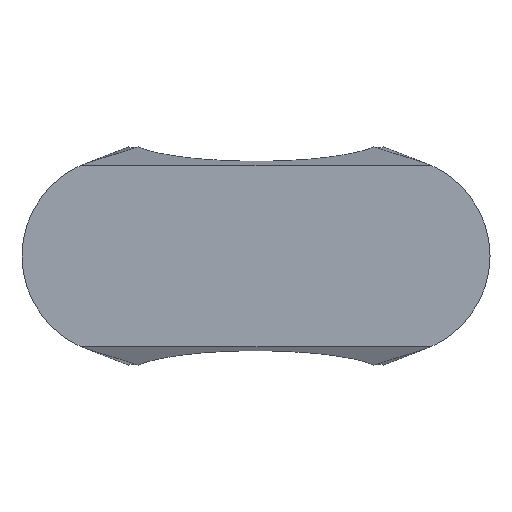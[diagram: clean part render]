
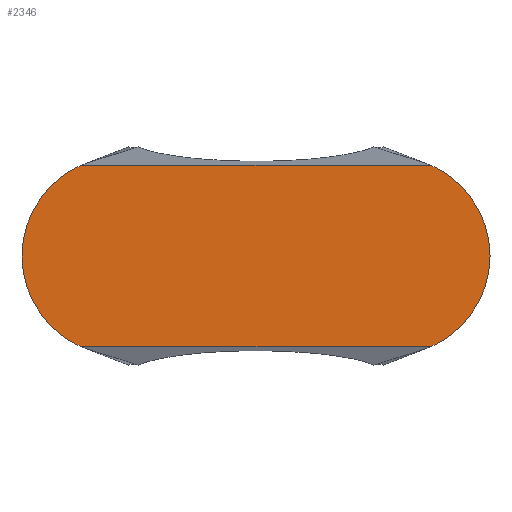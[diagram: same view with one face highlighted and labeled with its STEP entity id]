
A CAD part, front view. The second image highlights one B-rep face of the part: STEP entity #2346.
In plain terms, the highlighted planar face has unit normal (0, -1, 0).
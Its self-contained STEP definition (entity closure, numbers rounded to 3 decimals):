
#171 = ORIENTED_EDGE ( 'NONE', *, *, #11729, .T. ) ;
#312 = VERTEX_POINT ( 'NONE', #2877 ) ;
#444 = DIRECTION ( 'NONE',  ( 1., 0., 0. ) ) ;
#944 = EDGE_CURVE ( 'NONE', #312, #7582, #11819, .T. ) ;
#1080 = DIRECTION ( 'NONE',  ( 0., -1., 0. ) ) ;
#1264 = AXIS2_PLACEMENT_3D ( 'NONE', #3910, #12339, #5136 ) ;
#1314 = ORIENTED_EDGE ( 'NONE', *, *, #11021, .T. ) ;
#2249 = LINE ( 'NONE', #4805, #5100 ) ;
#2328 = CARTESIAN_POINT ( 'NONE',  ( 17.378, -3.048, -7.149 ) ) ;
#2346 = ADVANCED_FACE ( 'NONE', ( #15034 ), #3468, .T. ) ;
#2415 = ORIENTED_EDGE ( 'NONE', *, *, #11247, .T. ) ;
#2823 = DIRECTION ( 'NONE',  ( 0., -1., 0. ) ) ;
#2877 = CARTESIAN_POINT ( 'NONE',  ( -18.434, -3.048, -9.459 ) ) ;
#2889 = AXIS2_PLACEMENT_3D ( 'NONE', #8326, #1080, #9535 ) ;
#3208 = CARTESIAN_POINT ( 'NONE',  ( 18.275, -3.048, -9.525 ) ) ;
#3426 = AXIS2_PLACEMENT_3D ( 'NONE', #13475, #6261, #14700 ) ;
#3468 = PLANE ( 'NONE',  #2889 ) ;
#3540 = DIRECTION ( 'NONE',  ( 0., 0., -1. ) ) ;
#3623 = CIRCLE ( 'NONE', #3426, 10.4 ) ;
#3910 = CARTESIAN_POINT ( 'NONE',  ( 17.378, -3.048, 7.149 ) ) ;
#4418 = LINE ( 'NONE', #12467, #7243 ) ;
#4597 = ORIENTED_EDGE ( 'NONE', *, *, #11925, .T. ) ;
#4805 = CARTESIAN_POINT ( 'NONE',  ( 18.275, -3.048, 9.525 ) ) ;
#4939 = AXIS2_PLACEMENT_3D ( 'NONE', #2328, #10760, #3540 ) ;
#5100 = VECTOR ( 'NONE', #6026, 1000. ) ;
#5136 = DIRECTION ( 'NONE',  ( 0., 0., -1. ) ) ;
#5253 = VERTEX_POINT ( 'NONE', #5348 ) ;
#5348 = CARTESIAN_POINT ( 'NONE',  ( 18.434, -3.048, 9.459 ) ) ;
#6026 = DIRECTION ( 'NONE',  ( -1., 0., 0. ) ) ;
#6261 = DIRECTION ( 'NONE',  ( 0., -1., 0. ) ) ;
#6586 = AXIS2_PLACEMENT_3D ( 'NONE', #10049, #2823, #11238 ) ;
#6628 = VERTEX_POINT ( 'NONE', #7276 ) ;
#6745 = CARTESIAN_POINT ( 'NONE',  ( -17.378, -3.048, -7.149 ) ) ;
#7056 = CARTESIAN_POINT ( 'NONE',  ( -17.378, -3.048, 7.149 ) ) ;
#7243 = VECTOR ( 'NONE', #444, 1000. ) ;
#7276 = CARTESIAN_POINT ( 'NONE',  ( -18.434, -3.048, 9.459 ) ) ;
#7359 = VERTEX_POINT ( 'NONE', #3208 ) ;
#7408 = ORIENTED_EDGE ( 'NONE', *, *, #10539, .T. ) ;
#7471 = AXIS2_PLACEMENT_3D ( 'NONE', #7056, #15491, #8265 ) ;
#7582 = VERTEX_POINT ( 'NONE', #10660 ) ;
#7583 = ORIENTED_EDGE ( 'NONE', *, *, #11553, .T. ) ;
#7950 = DIRECTION ( 'NONE',  ( 0., 0., -1. ) ) ;
#8265 = DIRECTION ( 'NONE',  ( 0., 0., -1. ) ) ;
#8326 = CARTESIAN_POINT ( 'NONE',  ( -17.378, -3.048, 7.149 ) ) ;
#9101 = CARTESIAN_POINT ( 'NONE',  ( 18.434, -3.048, -9.459 ) ) ;
#9139 = CIRCLE ( 'NONE', #7471, 2.54 ) ;
#9338 = AXIS2_PLACEMENT_3D ( 'NONE', #6745, #15174, #7950 ) ;
#9535 = DIRECTION ( 'NONE',  ( 0., 0., -1. ) ) ;
#10042 = CIRCLE ( 'NONE', #1264, 2.54 ) ;
#10049 = CARTESIAN_POINT ( 'NONE',  ( -14.111, -3.048, 0. ) ) ;
#10172 = VERTEX_POINT ( 'NONE', #9101 ) ;
#10539 = EDGE_CURVE ( 'NONE', #10846, #11953, #2249, .T. ) ;
#10606 = CIRCLE ( 'NONE', #4939, 2.54 ) ;
#10660 = CARTESIAN_POINT ( 'NONE',  ( -18.275, -3.048, -9.525 ) ) ;
#10760 = DIRECTION ( 'NONE',  ( 0., -1., 0. ) ) ;
#10802 = CIRCLE ( 'NONE', #6586, 10.4 ) ;
#10846 = VERTEX_POINT ( 'NONE', #14088 ) ;
#11021 = EDGE_CURVE ( 'NONE', #11953, #6628, #9139, .T. ) ;
#11238 = DIRECTION ( 'NONE',  ( 0., 0., -1. ) ) ;
#11242 = ORIENTED_EDGE ( 'NONE', *, *, #944, .T. ) ;
#11247 = EDGE_CURVE ( 'NONE', #6628, #312, #10802, .T. ) ;
#11342 = EDGE_CURVE ( 'NONE', #7582, #7359, #4418, .T. ) ;
#11553 = EDGE_CURVE ( 'NONE', #7359, #10172, #10606, .T. ) ;
#11729 = EDGE_CURVE ( 'NONE', #10172, #5253, #3623, .T. ) ;
#11819 = CIRCLE ( 'NONE', #9338, 2.54 ) ;
#11925 = EDGE_CURVE ( 'NONE', #5253, #10846, #10042, .T. ) ;
#11953 = VERTEX_POINT ( 'NONE', #14740 ) ;
#12339 = DIRECTION ( 'NONE',  ( 0., -1., 0. ) ) ;
#12467 = CARTESIAN_POINT ( 'NONE',  ( -18.275, -3.048, -9.525 ) ) ;
#13235 = ORIENTED_EDGE ( 'NONE', *, *, #11342, .T. ) ;
#13475 = CARTESIAN_POINT ( 'NONE',  ( 14.111, -3.048, 0. ) ) ;
#14088 = CARTESIAN_POINT ( 'NONE',  ( 18.275, -3.048, 9.525 ) ) ;
#14700 = DIRECTION ( 'NONE',  ( 0., 0., -1. ) ) ;
#14740 = CARTESIAN_POINT ( 'NONE',  ( -18.275, -3.048, 9.525 ) ) ;
#15034 = FACE_OUTER_BOUND ( 'NONE', #15232, .T. ) ;
#15174 = DIRECTION ( 'NONE',  ( 0., -1., 0. ) ) ;
#15232 = EDGE_LOOP ( 'NONE', ( #1314, #2415, #11242, #13235, #7583, #171, #4597, #7408 ) ) ;
#15491 = DIRECTION ( 'NONE',  ( 0., -1., 0. ) ) ;
